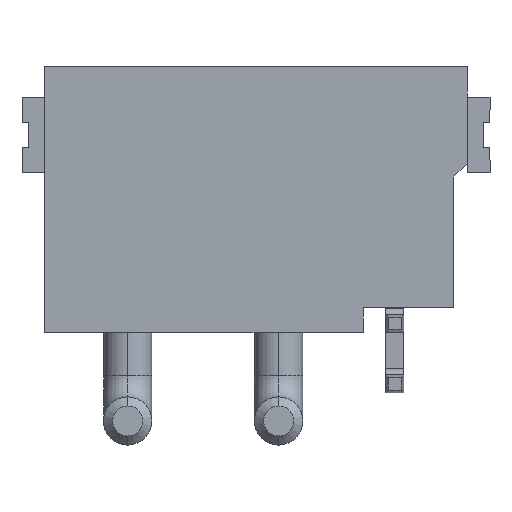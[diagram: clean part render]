
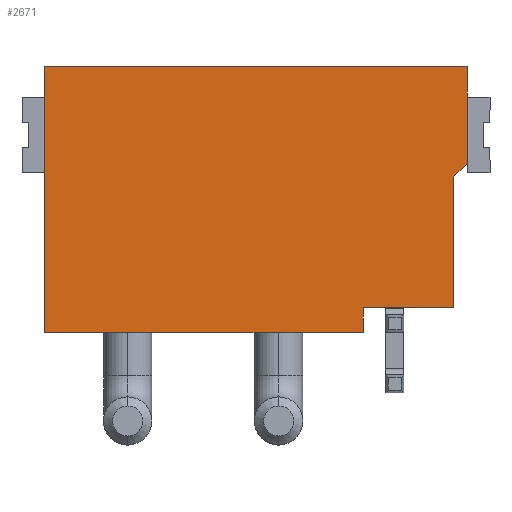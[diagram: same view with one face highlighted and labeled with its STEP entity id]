
A CAD part, front view. The second image highlights one B-rep face of the part: STEP entity #2671.
In plain terms, the highlighted planar face has unit normal (0, -1, 0).
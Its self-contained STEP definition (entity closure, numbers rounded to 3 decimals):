
#94 = CARTESIAN_POINT ( 'NONE',  ( 6.55, 0., 8.08 ) ) ;
#154 = DIRECTION ( 'NONE',  ( 0., 0., -1. ) ) ;
#186 = VERTEX_POINT ( 'NONE', #1396 ) ;
#248 = CARTESIAN_POINT ( 'NONE',  ( 6.55, 0., 8.08 ) ) ;
#280 = ORIENTED_EDGE ( 'NONE', *, *, #398, .F. ) ;
#355 = EDGE_LOOP ( 'NONE', ( #1503, #280, #3120, #2328, #2164, #1410, #3335, #1935 ) ) ;
#395 = CARTESIAN_POINT ( 'NONE',  ( 3.55, 0., 2.93 ) ) ;
#396 = VECTOR ( 'NONE', #3482, 1000. ) ;
#398 = EDGE_CURVE ( 'NONE', #1849, #719, #3853, .T. ) ;
#424 = LINE ( 'NONE', #1366, #530 ) ;
#447 = CARTESIAN_POINT ( 'NONE',  ( 7., 0., 11.73 ) ) ;
#469 = DIRECTION ( 'NONE',  ( -1., 0., 0. ) ) ;
#489 = LINE ( 'NONE', #1703, #3863 ) ;
#523 = DIRECTION ( 'NONE',  ( 0., 0., -1. ) ) ;
#530 = VECTOR ( 'NONE', #469, 1000. ) ;
#566 = CARTESIAN_POINT ( 'NONE',  ( 3.55, 0., 3.755 ) ) ;
#674 = VECTOR ( 'NONE', #154, 1000. ) ;
#719 = VERTEX_POINT ( 'NONE', #1918 ) ;
#736 = CARTESIAN_POINT ( 'NONE',  ( 7., 0., 11.73 ) ) ;
#788 = CARTESIAN_POINT ( 'NONE',  ( 0., 0., 0. ) ) ;
#807 = FACE_OUTER_BOUND ( 'NONE', #355, .T. ) ;
#931 = EDGE_CURVE ( 'NONE', #3715, #1849, #424, .T. ) ;
#939 = EDGE_CURVE ( 'NONE', #2556, #2846, #3731, .T. ) ;
#947 = EDGE_CURVE ( 'NONE', #186, #3467, #489, .T. ) ;
#1059 = AXIS2_PLACEMENT_3D ( 'NONE', #788, #2001, #3188 ) ;
#1366 = CARTESIAN_POINT ( 'NONE',  ( 6.55, 0., 3.755 ) ) ;
#1396 = CARTESIAN_POINT ( 'NONE',  ( -7., 0., 11.73 ) ) ;
#1401 = DIRECTION ( 'NONE',  ( -1., 0., 0. ) ) ;
#1410 = ORIENTED_EDGE ( 'NONE', *, *, #2573, .F. ) ;
#1503 = ORIENTED_EDGE ( 'NONE', *, *, #1550, .F. ) ;
#1550 = EDGE_CURVE ( 'NONE', #719, #2507, #2526, .T. ) ;
#1553 = CARTESIAN_POINT ( 'NONE',  ( 3.55, 0., 3.755 ) ) ;
#1625 = CARTESIAN_POINT ( 'NONE',  ( -7., 0., 2.93 ) ) ;
#1665 = VECTOR ( 'NONE', #2017, 1000. ) ;
#1703 = CARTESIAN_POINT ( 'NONE',  ( -7., 0., 11.73 ) ) ;
#1751 = LINE ( 'NONE', #447, #674 ) ;
#1849 = VERTEX_POINT ( 'NONE', #1553 ) ;
#1902 = VECTOR ( 'NONE', #1939, 1000. ) ;
#1918 = CARTESIAN_POINT ( 'NONE',  ( 3.55, 0., 2.93 ) ) ;
#1935 = ORIENTED_EDGE ( 'NONE', *, *, #3733, .F. ) ;
#1939 = DIRECTION ( 'NONE',  ( 0., 0., 1. ) ) ;
#2001 = DIRECTION ( 'NONE',  ( 0., 1., 0. ) ) ;
#2017 = DIRECTION ( 'NONE',  ( 0., 0., -1. ) ) ;
#2164 = ORIENTED_EDGE ( 'NONE', *, *, #939, .F. ) ;
#2227 = CARTESIAN_POINT ( 'NONE',  ( -7., 0., 2.93 ) ) ;
#2241 = CARTESIAN_POINT ( 'NONE',  ( 7., 0., 8.53 ) ) ;
#2328 = ORIENTED_EDGE ( 'NONE', *, *, #3580, .F. ) ;
#2507 = VERTEX_POINT ( 'NONE', #1625 ) ;
#2526 = LINE ( 'NONE', #395, #3599 ) ;
#2556 = VERTEX_POINT ( 'NONE', #3170 ) ;
#2558 = PLANE ( 'NONE',  #1059 ) ;
#2573 = EDGE_CURVE ( 'NONE', #3467, #2556, #1751, .T. ) ;
#2671 = ADVANCED_FACE ( 'NONE', ( #807 ), #2558, .F. ) ;
#2812 = CARTESIAN_POINT ( 'NONE',  ( 6.55, 0., 3.755 ) ) ;
#2825 = VECTOR ( 'NONE', #523, 1000. ) ;
#2846 = VERTEX_POINT ( 'NONE', #94 ) ;
#2898 = DIRECTION ( 'NONE',  ( 1., 0., 0. ) ) ;
#3120 = ORIENTED_EDGE ( 'NONE', *, *, #931, .F. ) ;
#3170 = CARTESIAN_POINT ( 'NONE',  ( 7., 0., 8.53 ) ) ;
#3188 = DIRECTION ( 'NONE',  ( 0., 0., 1. ) ) ;
#3245 = LINE ( 'NONE', #248, #2825 ) ;
#3335 = ORIENTED_EDGE ( 'NONE', *, *, #947, .F. ) ;
#3467 = VERTEX_POINT ( 'NONE', #736 ) ;
#3482 = DIRECTION ( 'NONE',  ( -0.707, 0., -0.707 ) ) ;
#3580 = EDGE_CURVE ( 'NONE', #2846, #3715, #3245, .T. ) ;
#3599 = VECTOR ( 'NONE', #1401, 1000. ) ;
#3714 = LINE ( 'NONE', #2227, #1902 ) ;
#3715 = VERTEX_POINT ( 'NONE', #2812 ) ;
#3731 = LINE ( 'NONE', #2241, #396 ) ;
#3733 = EDGE_CURVE ( 'NONE', #2507, #186, #3714, .T. ) ;
#3853 = LINE ( 'NONE', #566, #1665 ) ;
#3863 = VECTOR ( 'NONE', #2898, 1000. ) ;
